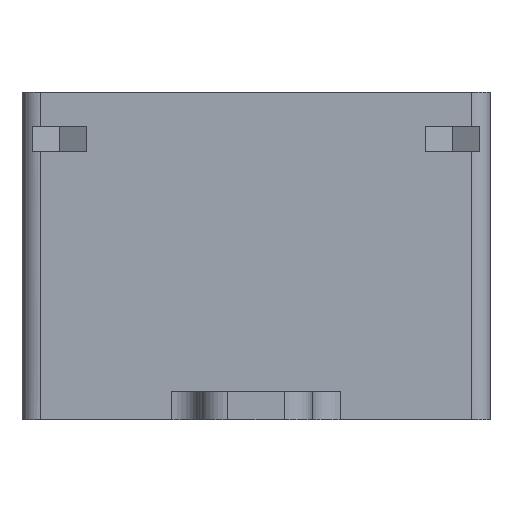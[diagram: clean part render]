
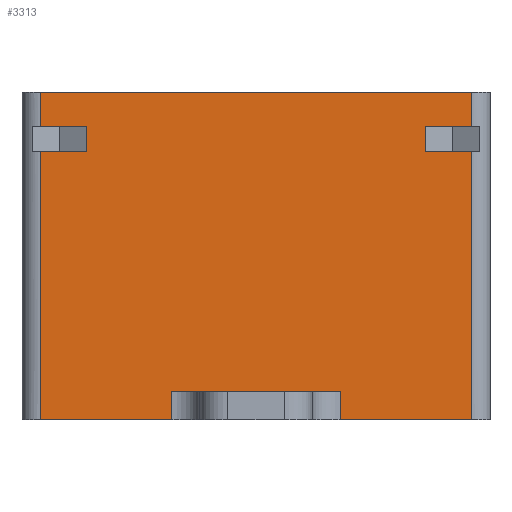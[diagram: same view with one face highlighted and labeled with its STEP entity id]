
A CAD part, left-side view. The second image highlights one B-rep face of the part: STEP entity #3313.
In plain terms, the highlighted planar face has unit normal (-1, 0, 0).
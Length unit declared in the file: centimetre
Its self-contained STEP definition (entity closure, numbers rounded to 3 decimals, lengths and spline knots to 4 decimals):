
#146=PLANE('',#3504);
#385=VECTOR('',#3752,1.);
#432=VECTOR('',#3823,1.);
#433=VECTOR('',#3824,1.);
#434=VECTOR('',#3825,1.);
#435=VECTOR('',#3826,1.);
#436=VECTOR('',#3827,1.);
#437=VECTOR('',#3828,1.);
#438=VECTOR('',#3829,1.);
#439=VECTOR('',#3830,1.);
#440=VECTOR('',#3831,1.);
#441=VECTOR('',#3832,1.);
#442=VECTOR('',#3833,1.);
#443=VECTOR('',#3834,1.);
#666=LINE('',#4490,#385);
#713=LINE('',#7169,#432);
#714=LINE('',#7171,#433);
#715=LINE('',#7173,#434);
#716=LINE('',#7175,#435);
#717=LINE('',#7178,#436);
#718=LINE('',#7180,#437);
#719=LINE('',#7182,#438);
#720=LINE('',#7184,#439);
#721=LINE('',#7187,#440);
#722=LINE('',#7189,#441);
#723=LINE('',#7191,#442);
#724=LINE('',#7193,#443);
#956=VERTEX_POINT('',#4489);
#957=VERTEX_POINT('',#4491);
#1084=VERTEX_POINT('',#7170);
#1085=VERTEX_POINT('',#7172);
#1086=VERTEX_POINT('',#7174);
#1087=VERTEX_POINT('',#7176);
#1088=VERTEX_POINT('',#7177);
#1089=VERTEX_POINT('',#7179);
#1090=VERTEX_POINT('',#7181);
#1091=VERTEX_POINT('',#7183);
#1092=VERTEX_POINT('',#7185);
#1093=VERTEX_POINT('',#7186);
#1094=VERTEX_POINT('',#7188);
#1095=VERTEX_POINT('',#7190);
#1096=VERTEX_POINT('',#7192);
#1097=VERTEX_POINT('',#7194);
#1385=EDGE_CURVE('',#957,#956,#666,.T.);
#1539=EDGE_CURVE('',#1084,#956,#713,.T.);
#1540=EDGE_CURVE('',#1084,#1085,#714,.T.);
#1541=EDGE_CURVE('',#1085,#1086,#715,.T.);
#1542=EDGE_CURVE('',#1086,#1087,#716,.T.);
#1543=EDGE_CURVE('',#1088,#1087,#713,.T.);
#1544=EDGE_CURVE('',#1088,#1089,#717,.T.);
#1545=EDGE_CURVE('',#1090,#1089,#718,.T.);
#1546=EDGE_CURVE('',#1090,#1091,#719,.T.);
#1547=EDGE_CURVE('',#1092,#1091,#720,.T.);
#1548=EDGE_CURVE('',#1092,#1093,#717,.T.);
#1549=EDGE_CURVE('',#1094,#1093,#721,.T.);
#1550=EDGE_CURVE('',#1094,#1095,#722,.T.);
#1551=EDGE_CURVE('',#1095,#1096,#723,.T.);
#1552=EDGE_CURVE('',#1096,#1097,#724,.T.);
#1553=EDGE_CURVE('',#957,#1097,#721,.T.);
#2113=ORIENTED_EDGE('',*,*,#1385,.T.);
#2114=ORIENTED_EDGE('',*,*,#1539,.F.);
#2115=ORIENTED_EDGE('',*,*,#1540,.T.);
#2116=ORIENTED_EDGE('',*,*,#1541,.T.);
#2117=ORIENTED_EDGE('',*,*,#1542,.T.);
#2118=ORIENTED_EDGE('',*,*,#1543,.F.);
#2119=ORIENTED_EDGE('',*,*,#1544,.T.);
#2120=ORIENTED_EDGE('',*,*,#1545,.F.);
#2121=ORIENTED_EDGE('',*,*,#1546,.T.);
#2122=ORIENTED_EDGE('',*,*,#1547,.F.);
#2123=ORIENTED_EDGE('',*,*,#1548,.T.);
#2124=ORIENTED_EDGE('',*,*,#1549,.F.);
#2125=ORIENTED_EDGE('',*,*,#1550,.T.);
#2126=ORIENTED_EDGE('',*,*,#1551,.T.);
#2127=ORIENTED_EDGE('',*,*,#1552,.T.);
#2128=ORIENTED_EDGE('',*,*,#1553,.F.);
#2871=EDGE_LOOP('',(#2113,#2114,#2115,#2116,#2117,#2118,#2119,#2120,#2121,
#2122,#2123,#2124,#2125,#2126,#2127,#2128));
#3095=FACE_BOUND('',#2871,.T.);
#3313=ADVANCED_FACE('',(#3095),#146,.T.);
#3504=AXIS2_PLACEMENT_3D('',#7168,#3822,$);
#3752=DIRECTION('',(0.,1.,0.));
#3822=DIRECTION('',(-1.,0.,0.));
#3823=DIRECTION('',(0.,0.,1.));
#3824=DIRECTION('',(0.,-1.,0.));
#3825=DIRECTION('',(0.,0.,-1.));
#3826=DIRECTION('',(0.,1.,0.));
#3827=DIRECTION('',(0.,-1.,0.));
#3828=DIRECTION('',(0.,0.,-1.));
#3829=DIRECTION('',(0.,-1.,0.));
#3830=DIRECTION('',(0.,0.,1.));
#3831=DIRECTION('',(0.,0.,-1.));
#3832=DIRECTION('',(0.,1.,0.));
#3833=DIRECTION('',(0.,0.,1.));
#3834=DIRECTION('',(0.,-1.,0.));
#4489=CARTESIAN_POINT('',(-2.5,2.3,3.5));
#4490=CARTESIAN_POINT('',(-2.5,2.5,3.5));
#4491=CARTESIAN_POINT('',(-2.5,-2.3,3.5));
#7168=CARTESIAN_POINT('',(-2.5,0.,0.));
#7169=CARTESIAN_POINT('',(-2.5,2.3,0.));
#7170=CARTESIAN_POINT('',(-2.5,2.3,3.135));
#7171=CARTESIAN_POINT('',(-2.5,1.05,3.135));
#7172=CARTESIAN_POINT('',(-2.5,1.815,3.135));
#7173=CARTESIAN_POINT('',(-2.5,1.815,1.4325));
#7174=CARTESIAN_POINT('',(-2.5,1.815,2.865));
#7175=CARTESIAN_POINT('',(-2.5,1.05,2.865));
#7176=CARTESIAN_POINT('',(-2.5,2.3,2.865));
#7177=CARTESIAN_POINT('',(-2.5,2.3,0.));
#7178=CARTESIAN_POINT('',(-2.5,2.5,0.));
#7179=CARTESIAN_POINT('',(-2.5,0.9,0.));
#7180=CARTESIAN_POINT('',(-2.5,0.9,0.));
#7181=CARTESIAN_POINT('',(-2.5,0.9,0.3));
#7182=CARTESIAN_POINT('',(-2.5,0.,0.3));
#7183=CARTESIAN_POINT('',(-2.5,-0.9,0.3));
#7184=CARTESIAN_POINT('',(-2.5,-0.9,0.));
#7185=CARTESIAN_POINT('',(-2.5,-0.9,0.));
#7186=CARTESIAN_POINT('',(-2.5,-2.3,0.));
#7187=CARTESIAN_POINT('',(-2.5,-2.3,0.));
#7188=CARTESIAN_POINT('',(-2.5,-2.3,2.865));
#7189=CARTESIAN_POINT('',(-2.5,-1.05,2.865));
#7190=CARTESIAN_POINT('',(-2.5,-1.815,2.865));
#7191=CARTESIAN_POINT('',(-2.5,-1.815,1.4325));
#7192=CARTESIAN_POINT('',(-2.5,-1.815,3.135));
#7193=CARTESIAN_POINT('',(-2.5,-1.05,3.135));
#7194=CARTESIAN_POINT('',(-2.5,-2.3,3.135));
